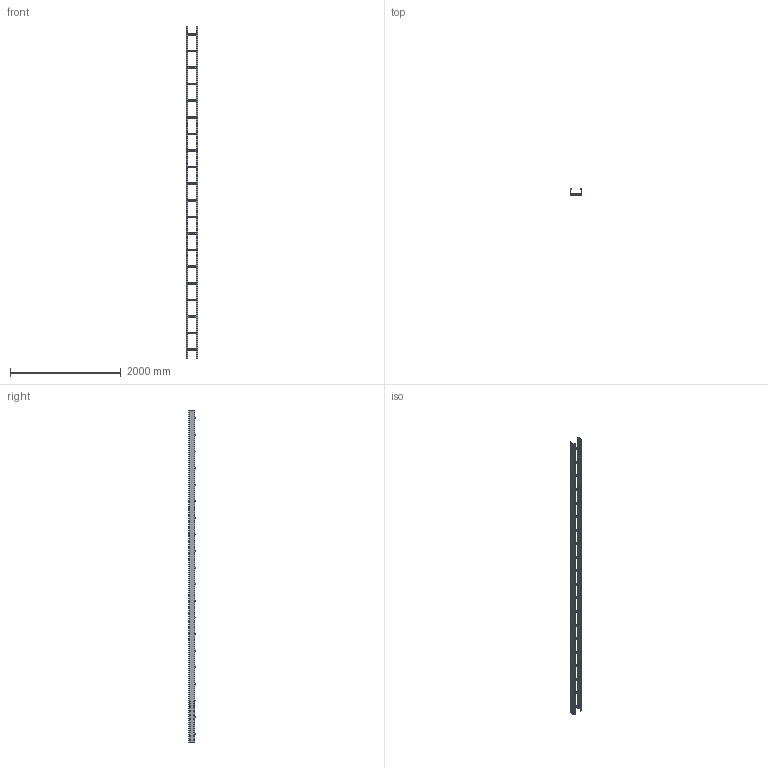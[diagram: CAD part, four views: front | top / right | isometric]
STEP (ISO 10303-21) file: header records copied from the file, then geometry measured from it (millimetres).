
FILE_DESCRIPTION (( 'STEP AP214' ), '1' );
FILE_NAME ('6216492.STEP', '2025-07-14T12:35:54', ( '' ), ( '' ), 'SwSTEP 2.0', 'SolidWorks 2024', '' );
FILE_SCHEMA (( 'AUTOMOTIVE_DESIGN' ));
Length unit declared in the file: millimetre
Products named in the file (5): KTS 05.012-096_L=6000; 246474_Klemmzustand L=3mm; 093842_L195; 6216492
Assembly tree (62 placements, depth 2):
  6216492
    KTS 05.012-096_L=6000
    KTS 05.012-096_L=6000
    093842_L195  x20
    246474_Klemmzustand L=3mm  x40
Bounding box: 200 x 112.55 x 6000 mm (x, y, z)
Volume: 2989011.2 mm3; surface area: 4071406.8 mm2
Topology: 62 solids, 62 shells, 2252 faces, 5672 edges, 3544 vertices
Faces by surface type: plane 1196, cylinder 816, torus 240
Entity records: 18124 total; most frequent: DIRECTION 3212, CARTESIAN_POINT 3067, ORIENTED_EDGE 2980, EDGE_CURVE 1490, AXIS2_PLACEMENT_3D 1138, VERTEX_POINT 977, VECTOR 936, LINE 936
